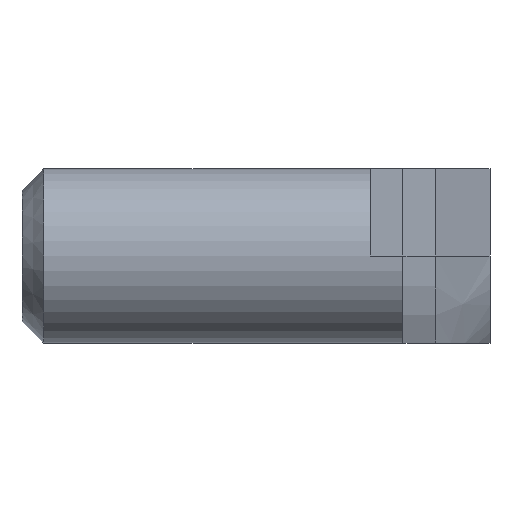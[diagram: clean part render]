
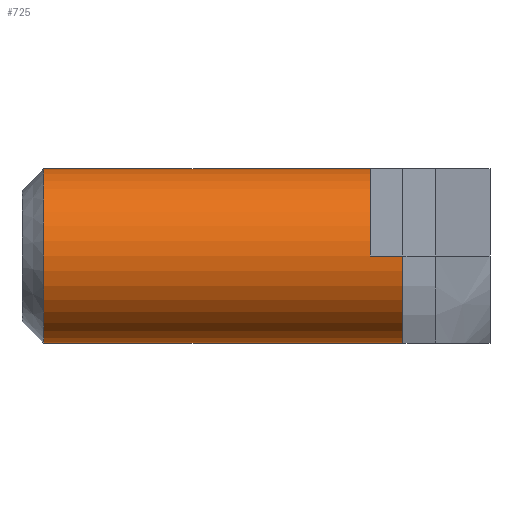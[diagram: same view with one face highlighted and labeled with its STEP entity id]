
A CAD part, left-side view. The second image highlights one B-rep face of the part: STEP entity #725.
In plain terms, the highlighted cylindrical face has radius 4 mm (diameter 8 mm), a partial arc.
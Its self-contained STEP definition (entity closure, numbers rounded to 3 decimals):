
#11 = DIRECTION ( 'NONE',  ( 0., 1., 0. ) ) ;
#17 = VECTOR ( 'NONE', #11, 1000. ) ;
#51 = EDGE_CURVE ( 'NONE', #710, #210, #428, .T. ) ;
#55 = ORIENTED_EDGE ( 'NONE', *, *, #161, .T. ) ;
#66 = CARTESIAN_POINT ( 'NONE',  ( 0., 5.5, -4. ) ) ;
#80 = DIRECTION ( 'NONE',  ( 0., -1., 0. ) ) ;
#92 = ORIENTED_EDGE ( 'NONE', *, *, #107, .F. ) ;
#107 = EDGE_CURVE ( 'NONE', #528, #351, #667, .T. ) ;
#111 = CIRCLE ( 'NONE', #160, 4. ) ;
#114 = CARTESIAN_POINT ( 'NONE',  ( -4., 5.5, 0. ) ) ;
#116 = DIRECTION ( 'NONE',  ( 0., 1., 0. ) ) ;
#139 = CARTESIAN_POINT ( 'NONE',  ( -4., -1.657, 0. ) ) ;
#147 = LINE ( 'NONE', #139, #567 ) ;
#160 = AXIS2_PLACEMENT_3D ( 'NONE', #381, #377, #374 ) ;
#161 = EDGE_CURVE ( 'NONE', #200, #710, #111, .T. ) ;
#185 = DIRECTION ( 'NONE',  ( 0., 0., -1. ) ) ;
#200 = VERTEX_POINT ( 'NONE', #114 ) ;
#205 = ORIENTED_EDGE ( 'NONE', *, *, #518, .T. ) ;
#210 = VERTEX_POINT ( 'NONE', #733 ) ;
#224 = FACE_OUTER_BOUND ( 'NONE', #242, .T. ) ;
#233 = ORIENTED_EDGE ( 'NONE', *, *, #435, .F. ) ;
#241 = AXIS2_PLACEMENT_3D ( 'NONE', #617, #116, #270 ) ;
#242 = EDGE_LOOP ( 'NONE', ( #375, #233, #92, #205, #55, #469, #352 ) ) ;
#255 = CARTESIAN_POINT ( 'NONE',  ( 0., -1.657, 4. ) ) ;
#270 = DIRECTION ( 'NONE',  ( 0., 0., 1. ) ) ;
#276 = CARTESIAN_POINT ( 'NONE',  ( 0., 5.5, 4. ) ) ;
#296 = AXIS2_PLACEMENT_3D ( 'NONE', #460, #692, #185 ) ;
#300 = CARTESIAN_POINT ( 'NONE',  ( 0., 20.5, 0. ) ) ;
#302 = CARTESIAN_POINT ( 'NONE',  ( 0., 20.5, -4. ) ) ;
#305 = VECTOR ( 'NONE', #586, 1000. ) ;
#307 = VERTEX_POINT ( 'NONE', #66 ) ;
#319 = CIRCLE ( 'NONE', #410, 4. ) ;
#339 = CARTESIAN_POINT ( 'NONE',  ( 0., -1.657, -4. ) ) ;
#341 = CARTESIAN_POINT ( 'NONE',  ( 0., 4., -4. ) ) ;
#351 = VERTEX_POINT ( 'NONE', #341 ) ;
#352 = ORIENTED_EDGE ( 'NONE', *, *, #629, .T. ) ;
#355 = CARTESIAN_POINT ( 'NONE',  ( 0., -1.657, -4. ) ) ;
#359 = LINE ( 'NONE', #355, #305 ) ;
#369 = DIRECTION ( 'NONE',  ( 0., 0., 1. ) ) ;
#374 = DIRECTION ( 'NONE',  ( 0., 0., 1. ) ) ;
#375 = ORIENTED_EDGE ( 'NONE', *, *, #624, .F. ) ;
#377 = DIRECTION ( 'NONE',  ( 0., 1., 0. ) ) ;
#381 = CARTESIAN_POINT ( 'NONE',  ( 0., 5.5, 0. ) ) ;
#392 = LINE ( 'NONE', #339, #541 ) ;
#410 = AXIS2_PLACEMENT_3D ( 'NONE', #300, #80, #369 ) ;
#428 = LINE ( 'NONE', #255, #17 ) ;
#435 = EDGE_CURVE ( 'NONE', #351, #307, #392, .T. ) ;
#460 = CARTESIAN_POINT ( 'NONE',  ( 0., 4., 0. ) ) ;
#469 = ORIENTED_EDGE ( 'NONE', *, *, #51, .T. ) ;
#518 = EDGE_CURVE ( 'NONE', #528, #200, #147, .T. ) ;
#526 = CARTESIAN_POINT ( 'NONE',  ( -4., 4., 0. ) ) ;
#528 = VERTEX_POINT ( 'NONE', #526 ) ;
#541 = VECTOR ( 'NONE', #563, 1000. ) ;
#548 = CYLINDRICAL_SURFACE ( 'NONE', #241, 4. ) ;
#563 = DIRECTION ( 'NONE',  ( 0., 1., 0. ) ) ;
#567 = VECTOR ( 'NONE', #699, 1000. ) ;
#586 = DIRECTION ( 'NONE',  ( 0., 1., 0. ) ) ;
#617 = CARTESIAN_POINT ( 'NONE',  ( 0., -1.657, 0. ) ) ;
#624 = EDGE_CURVE ( 'NONE', #307, #630, #359, .T. ) ;
#629 = EDGE_CURVE ( 'NONE', #210, #630, #319, .T. ) ;
#630 = VERTEX_POINT ( 'NONE', #302 ) ;
#667 = CIRCLE ( 'NONE', #296, 4. ) ;
#692 = DIRECTION ( 'NONE',  ( 0., -1., 0. ) ) ;
#699 = DIRECTION ( 'NONE',  ( 0., 1., 0. ) ) ;
#710 = VERTEX_POINT ( 'NONE', #276 ) ;
#725 = ADVANCED_FACE ( 'NONE', ( #224 ), #548, .T. ) ;
#733 = CARTESIAN_POINT ( 'NONE',  ( 0., 20.5, 4. ) ) ;
